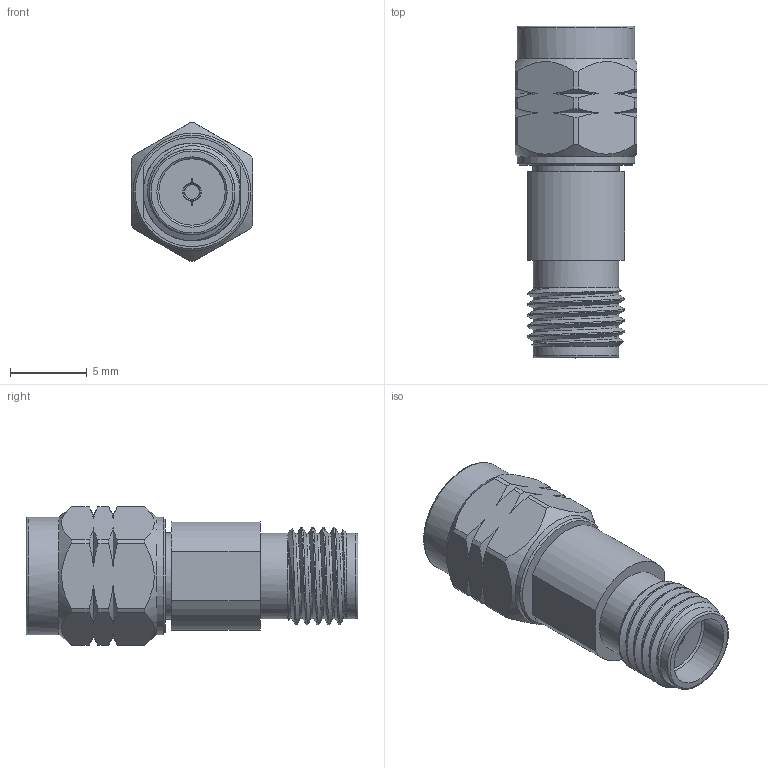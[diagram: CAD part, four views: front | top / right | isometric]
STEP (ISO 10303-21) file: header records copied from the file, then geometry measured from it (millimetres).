
FILE_DESCRIPTION (( 'STEP AP203' ), '1' );
FILE_NAME ('PE9726_3D.step', '2021-12-30T20:46:25', ( '' ), ( '' ), 'SwSTEP 2.0', 'SolidWorks 2021', '' );
FILE_SCHEMA (( 'CONFIG_CONTROL_DESIGN' ));
Length unit declared in the file: inch
Products named in the file (1): PE9726_3D
Bounding box: 7.94 x 21.59 x 8.99 mm (x, y, z)
Volume: 716.6 mm3; surface area: 854.5 mm2
Topology: 1 solids, 1 shells, 113 faces, 291 edges, 190 vertices
Faces by surface type: cylinder 38, cone 35, plane 32, bspline 6, torus 2
Full cylindrical faces by diameter (mm): 0.533 x1, 0.94 x2, 1.194 x1, 1.85 x1, 4.572 x2, 5.582 x2, 5.599 x1, 7 x4, 7.641 x2
Entity records: 5565 total; most frequent: CARTESIAN_POINT 3100, ORIENTED_EDGE 500, DIRECTION 462, EDGE_CURVE 250, AXIS2_PLACEMENT_3D 197, VERTEX_POINT 173, EDGE_LOOP 139, FACE_OUTER_BOUND 124
